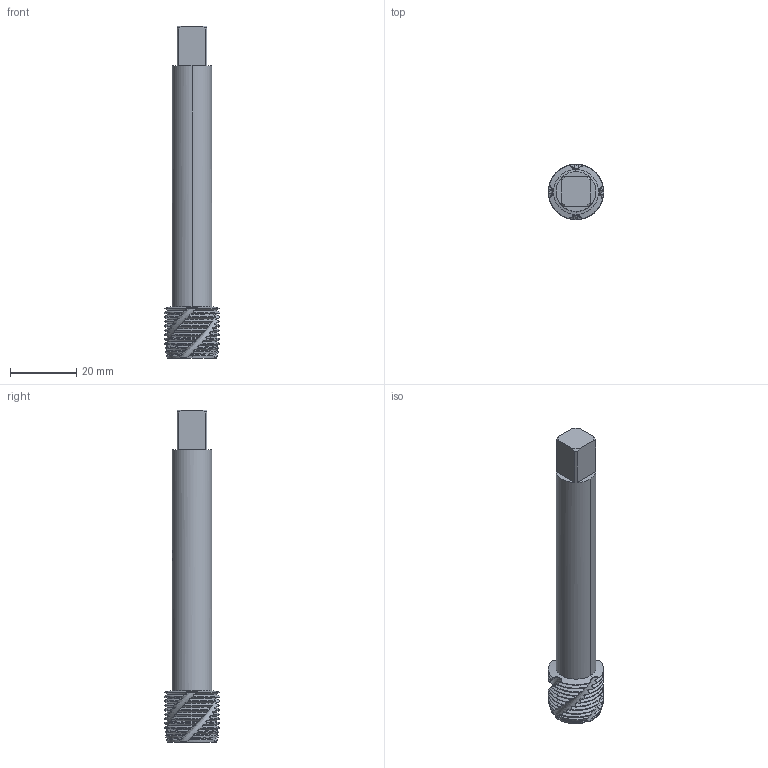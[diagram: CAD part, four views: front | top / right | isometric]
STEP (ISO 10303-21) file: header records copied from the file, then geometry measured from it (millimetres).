
FILE_DESCRIPTION(('no description'),'unknown implementation level');
FILE_NAME('solidoT2XzlU7s1evEz363ZRx47Yy36E_1.STP',' ',('CIM GmbH Aachen'),('CADClick - KiM GmbH - www.kimweb.de'),'unknown preprocess','ACIS','unknown authorization');
FILE_SCHEMA(('automotive_design'));
Length unit declared in the file: millimetre
Products named in the file (2): 1; 2
Bounding box: 16.66 x 16.66 x 100 mm (x, y, z)
Volume: 12044.6 mm3; surface area: 6153.1 mm2
Topology: 2 solids, 2 shells, 297 faces, 847 edges, 554 vertices
Faces by surface type: cone 146, cylinder 122, plane 17, bspline 8, revolution 4
Entity records: 24460 total; most frequent: CARTESIAN_POINT 7859, STYLED_ITEM 1700, PRESENTATION_STYLE_ASSIGNMENT 1700, COLOUR_RGB 1700, ORIENTED_EDGE 1694, DIRECTION 1323, EDGE_CURVE 847, CURVE_STYLE 847
